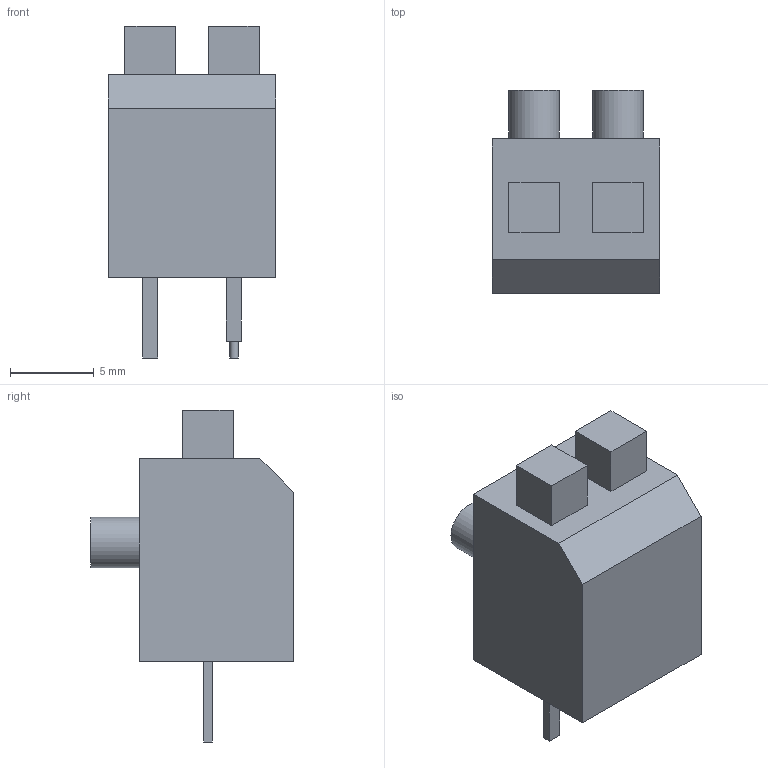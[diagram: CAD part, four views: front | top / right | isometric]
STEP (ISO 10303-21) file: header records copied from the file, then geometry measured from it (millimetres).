
FILE_DESCRIPTION(('STEP AP214'), '1');
FILE_NAME('SKPP1,0-5G2x2', '2019-01-23T11:47:05', ('user'), (''), 'ASCON STEP Converter 1.3', 'ASCON Math Kernel', '');
FILE_SCHEMA(('AUTOMOTIVE_DESIGN { 1 0 10303 214 3 1 1}'));
Length unit declared in the file: millimetre
Bounding box: 10 x 12.1 x 19.8 mm (x, y, z)
Volume: 1172.2 mm3; surface area: 819.3 mm2
Topology: 1 solids, 1 shells, 38 faces, 82 edges, 54 vertices
Faces by surface type: plane 33, cylinder 5
Full cylindrical faces by diameter (mm): 0.5 x1, 2 x2, 3 x2
Entity records: 1345 total; most frequent: CARTESIAN_POINT 170, DIRECTION 167, ORIENTED_EDGE 154, EDGE_CURVE 77, LINE 65, VECTOR 65, VERTEX_POINT 54, AXIS2_PLACEMENT_3D 51
